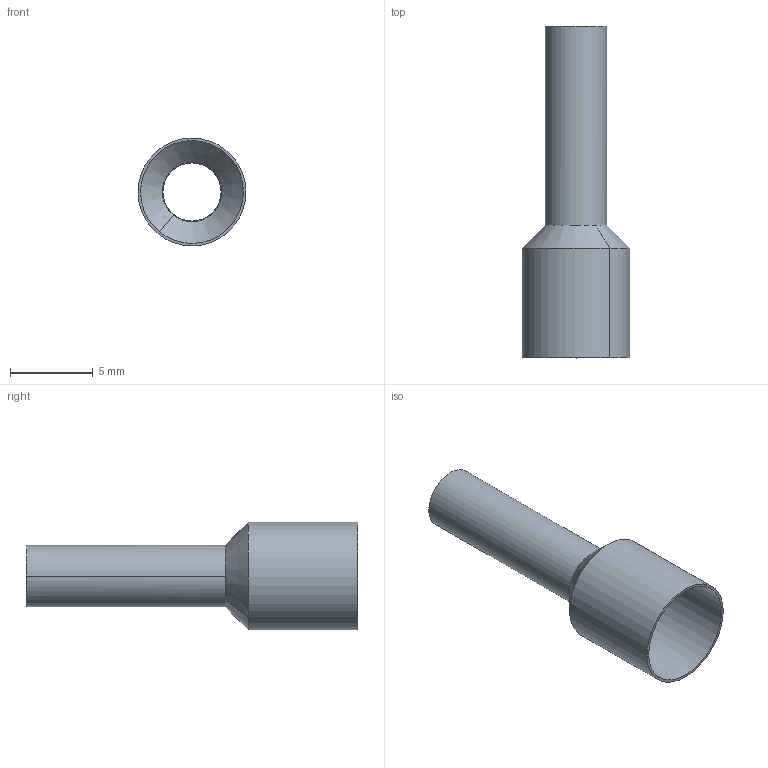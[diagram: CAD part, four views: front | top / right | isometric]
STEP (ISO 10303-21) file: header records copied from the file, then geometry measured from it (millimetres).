
FILE_DESCRIPTION(('SolidDesigner STEP Export'),'2;1');
FILE_NAME('3201107_AI_6_12_BK-select.stp','2017-06-20T12:52:40',(''),(''),'Creo Elements/Direct Modeling STEP processor for AP214 (Solid Model)','Creo Elements/Direct Modeling 18.1I 13-Aug-2016 (C) Parametric Technology GmbH','');
FILE_SCHEMA(('AUTOMOTIVE_DESIGN { 1 0 10303 214 1 1 1 1 }'));
Length unit declared in the file: millimetre
Products named in the file (2): 3201107_AI_6_12_BK-select
Assembly tree (1 placements, depth 2):
  3201107_AI_6_12_BK-select
    3201107_AI_6_12_BK-select
Bounding box: 6.5 x 20 x 6.5 mm (x, y, z)
Volume: 37.9 mm3; surface area: 599.9 mm2
Topology: 1 solids, 1 shells, 15 faces, 33 edges, 21 vertices
Faces by surface type: cylinder 8, cone 4, plane 3
Entity records: 453 total; most frequent: ORIENTED_EDGE 66, DIRECTION 64, CARTESIAN_POINT 59, EDGE_CURVE 33, AXIS2_PLACEMENT_3D 26, VERTEX_POINT 21, EDGE_LOOP 18, FACE_OUTER_BOUND 15
